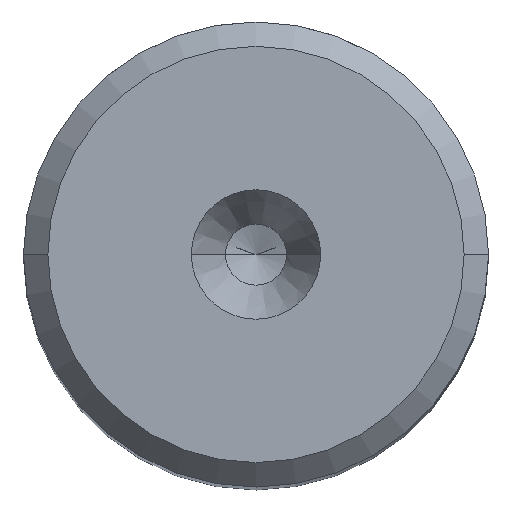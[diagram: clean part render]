
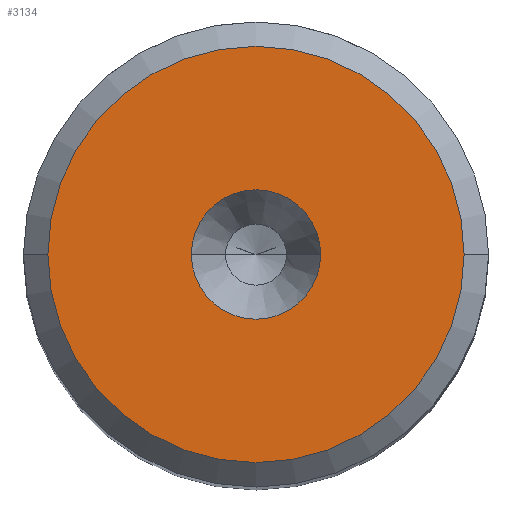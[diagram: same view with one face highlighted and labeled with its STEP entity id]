
A CAD part, top view. The second image highlights one B-rep face of the part: STEP entity #3134.
In plain terms, the highlighted planar face has unit normal (0, 0, 1).
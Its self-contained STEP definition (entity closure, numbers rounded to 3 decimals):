
#1768=CARTESIAN_POINT('',(0.,0.,0.));
#1769=DIRECTION('',(0.,0.,1.));
#1770=DIRECTION('',(1.,0.,0.));
#1771=AXIS2_PLACEMENT_3D('',#1768,#1769,#1770);
#1776=CARTESIAN_POINT('',(0.,0.,0.));
#1777=DIRECTION('',(0.,0.,1.));
#1778=DIRECTION('',(0.,-1.,0.));
#1779=AXIS2_PLACEMENT_3D('',#1776,#1777,#1778);
#1784=CARTESIAN_POINT('',(0.,0.,0.));
#1785=DIRECTION('',(0.,0.,1.));
#1786=DIRECTION('',(-1.,0.,0.));
#1787=AXIS2_PLACEMENT_3D('',#1784,#1785,#1786);
#1792=CARTESIAN_POINT('',(0.,0.,0.));
#1793=DIRECTION('',(0.,0.,1.));
#1794=DIRECTION('',(0.,1.,0.));
#1795=AXIS2_PLACEMENT_3D('',#1792,#1793,#1794);
#1800=CARTESIAN_POINT('',(0.,0.,0.));
#1801=DIRECTION('',(0.,0.,-1.));
#1802=DIRECTION('',(1.,0.,0.));
#1803=AXIS2_PLACEMENT_3D('',#1800,#1801,#1802);
#1808=CARTESIAN_POINT('',(0.,0.,0.));
#1809=DIRECTION('',(0.,0.,-1.));
#1810=DIRECTION('',(-1.,0.,0.));
#1811=AXIS2_PLACEMENT_3D('',#1808,#1809,#1810);
#2069=CARTESIAN_POINT('',(8.525,0.,0.));
#2070=VERTEX_POINT('',#2069);
#2071=CARTESIAN_POINT('',(0.,-8.525,0.));
#2072=VERTEX_POINT('',#2071);
#2073=CARTESIAN_POINT('',(-8.525,0.,
0.));
#2074=VERTEX_POINT('',#2073);
#2075=CARTESIAN_POINT('',(0.,8.525,0.));
#2076=VERTEX_POINT('',#2075);
#2095=CARTESIAN_POINT('',(2.65,0.,0.));
#2096=CARTESIAN_POINT('',(-2.65,0.,0.));
#2097=VERTEX_POINT('',#2095);
#2098=VERTEX_POINT('',#2096);
#3117=CARTESIAN_POINT('',(0.,0.001,0.));
#3118=DIRECTION('',(0.,0.,1.));
#3119=DIRECTION('',(1.,0.,0.));
#3120=AXIS2_PLACEMENT_3D('',#3117,#3118,#3119);
#3121=PLANE('',#3120);
#3122=ORIENTED_EDGE('',*,*,#3094,.F.);
#3123=ORIENTED_EDGE('',*,*,#3112,.F.);
#3124=ORIENTED_EDGE('',*,*,#3110,.F.);
#3125=ORIENTED_EDGE('',*,*,#3096,.F.);
#3126=EDGE_LOOP('',(#3122,#3123,#3124,#3125));
#3127=FACE_OUTER_BOUND('',#3126,.F.);
#3129=ORIENTED_EDGE('',*,*,#3128,.F.);
#3131=ORIENTED_EDGE('',*,*,#3130,.F.);
#3132=EDGE_LOOP('',(#3129,#3131));
#3133=FACE_BOUND('',#3132,.F.);
#1772=CIRCLE('',#1771,8.525);
#1780=CIRCLE('',#1779,8.525);
#1788=CIRCLE('',#1787,8.525);
#1796=CIRCLE('',#1795,8.525);
#1804=CIRCLE('',#1803,2.65);
#1812=CIRCLE('',#1811,2.65);
#3094=EDGE_CURVE('',#2070,#2076,#1772,.T.);
#3096=EDGE_CURVE('',#2076,#2074,#1796,.T.);
#3110=EDGE_CURVE('',#2074,#2072,#1788,.T.);
#3112=EDGE_CURVE('',#2072,#2070,#1780,.T.);
#3128=EDGE_CURVE('',#2097,#2098,#1804,.T.);
#3130=EDGE_CURVE('',#2098,#2097,#1812,.T.);
#3134=ADVANCED_FACE('',(#3127,#3133),#3121,.T.);
